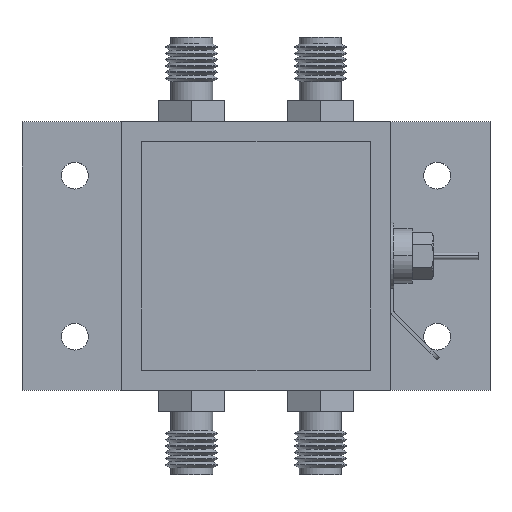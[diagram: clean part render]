
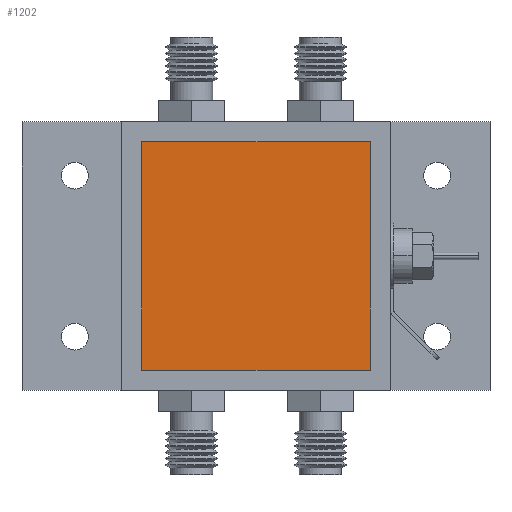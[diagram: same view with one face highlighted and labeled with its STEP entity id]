
A CAD part, top view. The second image highlights one B-rep face of the part: STEP entity #1202.
In plain terms, the highlighted planar face has unit normal (0, 0, 1).
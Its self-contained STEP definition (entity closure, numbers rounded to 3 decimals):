
#1070=CARTESIAN_POINT('',(13.525,13.525,19.354));
#1071=VERTEX_POINT('',#1070);
#1078=CARTESIAN_POINT('',(13.525,-13.525,19.354));
#1079=VERTEX_POINT('',#1078);
#1080=CARTESIAN_POINT('',(13.525,-13.525,19.354));
#1081=DIRECTION('',(0.0,1.0,0.0));
#1082=VECTOR('',#1081,27.05);
#1083=LINE('',#1080,#1082);
#1084=EDGE_CURVE('',#1079,#1071,#1083,.T.);
#1109=CARTESIAN_POINT('',(-13.525,-13.525,19.354));
#1110=VERTEX_POINT('',#1109);
#1111=CARTESIAN_POINT('',(-13.525,-13.525,19.354));
#1112=DIRECTION('',(1.0,0.0,0.0));
#1113=VECTOR('',#1112,27.05);
#1114=LINE('',#1111,#1113);
#1115=EDGE_CURVE('',#1110,#1079,#1114,.T.);
#1140=CARTESIAN_POINT('',(-13.525,13.525,19.354));
#1141=VERTEX_POINT('',#1140);
#1142=CARTESIAN_POINT('',(-13.525,13.525,19.354));
#1143=DIRECTION('',(0.0,-1.0,0.0));
#1144=VECTOR('',#1143,27.05);
#1145=LINE('',#1142,#1144);
#1146=EDGE_CURVE('',#1141,#1110,#1145,.T.);
#1169=CARTESIAN_POINT('',(13.525,13.525,19.354));
#1170=DIRECTION('',(-1.0,0.0,0.0));
#1171=VECTOR('',#1170,27.05);
#1172=LINE('',#1169,#1171);
#1173=EDGE_CURVE('',#1071,#1141,#1172,.T.);
#1191=CARTESIAN_POINT('',(3.475,-1.525,19.354));
#1192=DIRECTION('',(0.0,0.0,1.0));
#1193=DIRECTION('',(1.0,0.0,0.0));
#1194=AXIS2_PLACEMENT_3D('',#1191,#1192,#1193);
#1195=PLANE('',#1194);
#1196=ORIENTED_EDGE('',*,*,#1173,.T.);
#1197=ORIENTED_EDGE('',*,*,#1146,.T.);
#1198=ORIENTED_EDGE('',*,*,#1115,.T.);
#1199=ORIENTED_EDGE('',*,*,#1084,.T.);
#1200=EDGE_LOOP('',(#1196,#1197,#1198,#1199));
#1201=FACE_OUTER_BOUND('',#1200,.T.);
#1202=ADVANCED_FACE('',(#1201),#1195,.T.);
